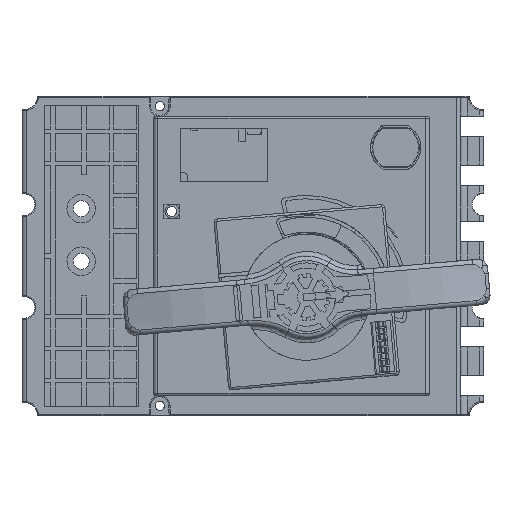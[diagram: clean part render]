
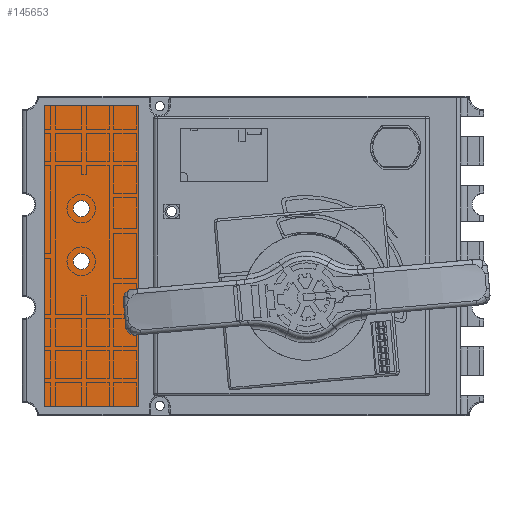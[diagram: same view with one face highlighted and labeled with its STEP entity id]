
A CAD part, front view. The second image highlights one B-rep face of the part: STEP entity #145653.
In plain terms, the highlighted planar face has unit normal (0, -1, 0).
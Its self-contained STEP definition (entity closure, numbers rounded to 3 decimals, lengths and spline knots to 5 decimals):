
#131692=DIRECTION('',(1.,0.,0.));
#131693=VECTOR('',#131692,0.041);
#131694=CARTESIAN_POINT('',(-0.10453,-0.0029,0.121));
#131695=LINE('',#131694,#131693);
#131700=DIRECTION('',(0.,0.,1.));
#131701=VECTOR('',#131700,0.132);
#131702=CARTESIAN_POINT('',(-0.10453,-0.0029,-0.011));
#131703=LINE('',#131702,#131701);
#131716=DIRECTION('',(-1.,0.,0.));
#131717=VECTOR('',#131716,0.041);
#131718=CARTESIAN_POINT('',(-0.06353,-0.0029,-0.011));
#131719=LINE('',#131718,#131717);
#131728=DIRECTION('',(0.,0.,-1.));
#131729=VECTOR('',#131728,0.132);
#131730=CARTESIAN_POINT('',(-0.06353,-0.0029,0.121));
#131731=LINE('',#131730,#131729);
#131732=CARTESIAN_POINT('',(-0.08863,-0.0029,0.0527));
#131733=DIRECTION('',(0.,1.,0.));
#131734=DIRECTION('',(1.,0.,0.));
#131735=AXIS2_PLACEMENT_3D('',#131732,#131733,#131734);
#131737=CARTESIAN_POINT('',(-0.08863,-0.0029,0.0527));
#131738=DIRECTION('',(0.,1.,0.));
#131739=DIRECTION('',(-1.,0.,0.));
#131740=AXIS2_PLACEMENT_3D('',#131737,#131738,#131739);
#131742=CARTESIAN_POINT('',(-0.08863,-0.0029,0.0757));
#131743=DIRECTION('',(0.,1.,0.));
#131744=DIRECTION('',(1.,0.,0.));
#131745=AXIS2_PLACEMENT_3D('',#131742,#131743,#131744);
#131747=CARTESIAN_POINT('',(-0.08863,-0.0029,0.0757));
#131748=DIRECTION('',(0.,1.,0.));
#131749=DIRECTION('',(-1.,0.,0.));
#131750=AXIS2_PLACEMENT_3D('',#131747,#131748,#131749);
#144788=CARTESIAN_POINT('',(-0.09213,-0.0029,0.0527));
#144789=CARTESIAN_POINT('',(-0.08513,-0.0029,0.0527));
#144790=VERTEX_POINT('',#144788);
#144791=VERTEX_POINT('',#144789);
#144792=CARTESIAN_POINT('',(-0.10453,-0.0029,-0.011));
#144793=CARTESIAN_POINT('',(-0.10453,-0.0029,0.121));
#144794=VERTEX_POINT('',#144792);
#144795=VERTEX_POINT('',#144793);
#144796=CARTESIAN_POINT('',(-0.06353,-0.0029,0.121));
#144797=VERTEX_POINT('',#144796);
#144798=CARTESIAN_POINT('',(-0.06353,-0.0029,-0.011));
#144799=VERTEX_POINT('',#144798);
#144800=CARTESIAN_POINT('',(-0.09213,-0.0029,0.0757));
#144801=CARTESIAN_POINT('',(-0.08513,-0.0029,0.0757));
#144802=VERTEX_POINT('',#144800);
#144803=VERTEX_POINT('',#144801);
#145630=CARTESIAN_POINT('',(0.01397,-0.0029,0.055));
#145631=DIRECTION('',(0.,-1.,0.));
#145632=DIRECTION('',(1.,0.,0.));
#145633=AXIS2_PLACEMENT_3D('',#145630,#145631,#145632);
#145634=PLANE('',#145633);
#145635=ORIENTED_EDGE('',*,*,#145598,.T.);
#145636=ORIENTED_EDGE('',*,*,#145577,.T.);
#145637=ORIENTED_EDGE('',*,*,#145556,.T.);
#145638=ORIENTED_EDGE('',*,*,#145618,.T.);
#145639=EDGE_LOOP('',(#145635,#145636,#145637,#145638));
#145640=FACE_OUTER_BOUND('',#145639,.F.);
#145642=ORIENTED_EDGE('',*,*,#145641,.F.);
#145644=ORIENTED_EDGE('',*,*,#145643,.F.);
#145645=EDGE_LOOP('',(#145642,#145644));
#145646=FACE_BOUND('',#145645,.F.);
#145648=ORIENTED_EDGE('',*,*,#145647,.F.);
#145650=ORIENTED_EDGE('',*,*,#145649,.F.);
#145651=EDGE_LOOP('',(#145648,#145650));
#145652=FACE_BOUND('',#145651,.F.);
#145653=ADVANCED_FACE('',(#145640,#145646,#145652),#145634,.T.);
#131736=CIRCLE('',#131735,0.0035);
#131741=CIRCLE('',#131740,0.0035);
#131746=CIRCLE('',#131745,0.0035);
#131751=CIRCLE('',#131750,0.0035);
#145556=EDGE_CURVE('',#144795,#144797,#131695,.T.);
#145577=EDGE_CURVE('',#144794,#144795,#131703,.T.);
#145598=EDGE_CURVE('',#144799,#144794,#131719,.T.);
#145618=EDGE_CURVE('',#144797,#144799,#131731,.T.);
#145641=EDGE_CURVE('',#144803,#144802,#131746,.T.);
#145643=EDGE_CURVE('',#144802,#144803,#131751,.T.);
#145647=EDGE_CURVE('',#144791,#144790,#131736,.T.);
#145649=EDGE_CURVE('',#144790,#144791,#131741,.T.);
